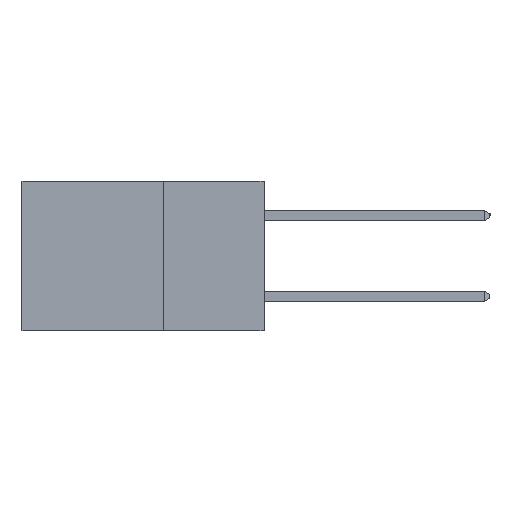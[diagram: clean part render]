
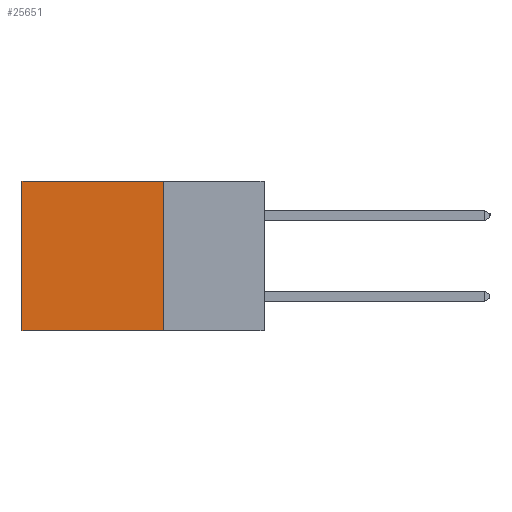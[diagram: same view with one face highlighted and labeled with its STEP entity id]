
A CAD part, left-side view. The second image highlights one B-rep face of the part: STEP entity #25651.
In plain terms, the highlighted planar face has unit normal (-1, 0, 0).
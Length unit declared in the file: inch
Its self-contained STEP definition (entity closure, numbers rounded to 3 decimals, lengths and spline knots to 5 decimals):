
#769 = ORIENTED_EDGE ( 'NONE', *, *, #21242, .F. ) ;
#1307 = LINE ( 'NONE', #12325, #8073 ) ;
#1549 = CARTESIAN_POINT ( 'NONE',  ( 0.2615, 0.25, -0.37 ) ) ;
#1579 = VERTEX_POINT ( 'NONE', #26532 ) ;
#1701 = CARTESIAN_POINT ( 'NONE',  ( 0.2615, 0.6, -0.37 ) ) ;
#3060 = VECTOR ( 'NONE', #16004, 39.37008 ) ;
#3969 = EDGE_LOOP ( 'NONE', ( #18045, #769, #24890, #18748 ) ) ;
#4507 = DIRECTION ( 'NONE',  ( 1., 0., 0. ) ) ;
#5120 = VERTEX_POINT ( 'NONE', #23593 ) ;
#6290 = DIRECTION ( 'NONE',  ( 0., 0., -1. ) ) ;
#6603 = CARTESIAN_POINT ( 'NONE',  ( 0.2615, 0.25, -0.37 ) ) ;
#8073 = VECTOR ( 'NONE', #11930, 39.37008 ) ;
#8589 = VERTEX_POINT ( 'NONE', #9884 ) ;
#8976 = DIRECTION ( 'NONE',  ( 0., 0., -1. ) ) ;
#9143 = LINE ( 'NONE', #15004, #24896 ) ;
#9680 = VERTEX_POINT ( 'NONE', #1701 ) ;
#9884 = CARTESIAN_POINT ( 'NONE',  ( 0.2615, 0.25, 0. ) ) ;
#10735 = EDGE_CURVE ( 'NONE', #8589, #5120, #9143, .T. ) ;
#11930 = DIRECTION ( 'NONE',  ( 0., 1., 0. ) ) ;
#12325 = CARTESIAN_POINT ( 'NONE',  ( 0.2615, 0.25, -0.37 ) ) ;
#13548 = EDGE_CURVE ( 'NONE', #5120, #9680, #17843, .T. ) ;
#15004 = CARTESIAN_POINT ( 'NONE',  ( 0.2615, 0.25, 0. ) ) ;
#15271 = PLANE ( 'NONE',  #17636 ) ;
#16004 = DIRECTION ( 'NONE',  ( 0., 0., -1. ) ) ;
#17636 = AXIS2_PLACEMENT_3D ( 'NONE', #6603, #4507, #8976 ) ;
#17843 = LINE ( 'NONE', #20331, #3060 ) ;
#18045 = ORIENTED_EDGE ( 'NONE', *, *, #13548, .T. ) ;
#18748 = ORIENTED_EDGE ( 'NONE', *, *, #10735, .T. ) ;
#19010 = LINE ( 'NONE', #1549, #19835 ) ;
#19835 = VECTOR ( 'NONE', #6290, 39.37008 ) ;
#20331 = CARTESIAN_POINT ( 'NONE',  ( 0.2615, 0.6, -0.37 ) ) ;
#21242 = EDGE_CURVE ( 'NONE', #1579, #9680, #1307, .T. ) ;
#23519 = DIRECTION ( 'NONE',  ( 0., 1., 0. ) ) ;
#23593 = CARTESIAN_POINT ( 'NONE',  ( 0.2615, 0.6, 0. ) ) ;
#24890 = ORIENTED_EDGE ( 'NONE', *, *, #27230, .F. ) ;
#24896 = VECTOR ( 'NONE', #23519, 39.37008 ) ;
#25651 = ADVANCED_FACE ( 'NONE', ( #25750 ), #15271, .F. ) ;
#25750 = FACE_OUTER_BOUND ( 'NONE', #3969, .T. ) ;
#26532 = CARTESIAN_POINT ( 'NONE',  ( 0.2615, 0.25, -0.37 ) ) ;
#27230 = EDGE_CURVE ( 'NONE', #8589, #1579, #19010, .T. ) ;
